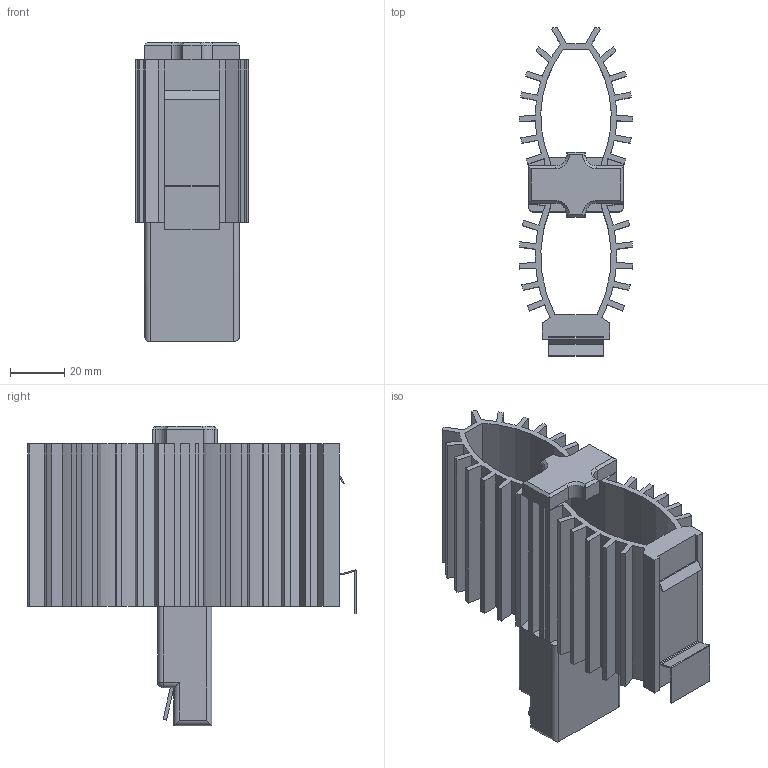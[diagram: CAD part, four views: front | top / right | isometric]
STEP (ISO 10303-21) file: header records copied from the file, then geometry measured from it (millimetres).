
FILE_DESCRIPTION (( 'STEP AP214' ), '1' );
FILE_NAME ('16501.0-00.STEP', '2024-02-13T18:06:47', ( '' ), ( '' ), 'SwSTEP 2.0', 'SolidWorks 2023', '' );
FILE_SCHEMA (( 'AUTOMOTIVE_DESIGN' ));
Length unit declared in the file: inch
Products named in the file (1): 16501.0-00
Bounding box: 42 x 121.25 x 110.5 mm (x, y, z)
Volume: 90994.9 mm3; surface area: 64724 mm2
Topology: 3 solids, 3 shells, 244 faces, 667 edges, 430 vertices
Faces by surface type: plane 160, cylinder 78, cone 4, bspline 2
Full cylindrical faces by diameter (mm): 3.9 x6
Entity records: 7686 total; most frequent: CARTESIAN_POINT 1382, ORIENTED_EDGE 1318, DIRECTION 1287, EDGE_CURVE 659, LINE 505, VECTOR 505, VERTEX_POINT 430, AXIS2_PLACEMENT_3D 391
